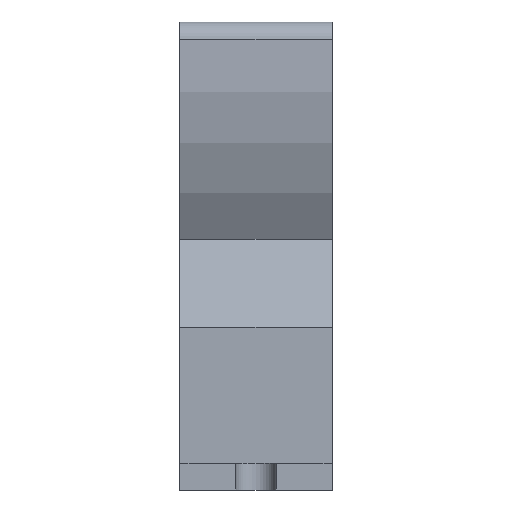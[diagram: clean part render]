
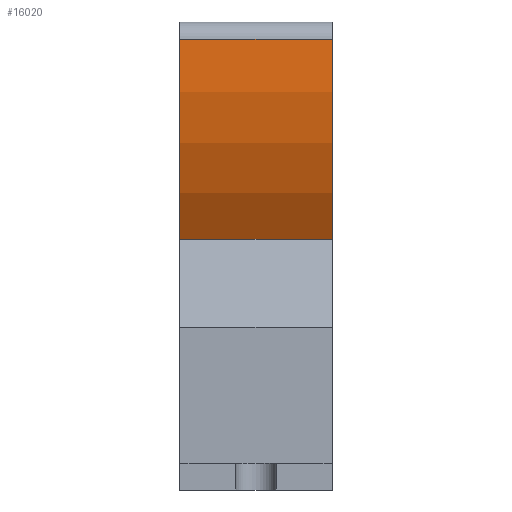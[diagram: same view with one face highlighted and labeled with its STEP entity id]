
A CAD part, front view. The second image highlights one B-rep face of the part: STEP entity #16020.
In plain terms, the highlighted cylindrical face has radius 40 mm (diameter 80 mm), a partial arc.
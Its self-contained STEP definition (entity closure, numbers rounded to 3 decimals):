
#4220=CARTESIAN_POINT('',(-39.777,4.222,0.1));
#4230=VERTEX_POINT('',#4220);
#4260=CARTESIAN_POINT('',(0.,0.,0.1));
#4270=DIRECTION('',(0.,0.,-1.));
#4280=DIRECTION('',(-1.,0.,0.));
#4290=AXIS2_PLACEMENT_3D('',#4260,#4270,#4280);
#4300=CIRCLE('',#4290,40.);
#4310=CARTESIAN_POINT('',(-33.361,-22.07,0.1));
#4320=VERTEX_POINT('',#4310);
#4330=EDGE_CURVE('',#4320,#4230,#4300,.T.);
#10230=CARTESIAN_POINT('',(-33.361,-22.07,20.1));
#10240=VERTEX_POINT('',#10230);
#10270=CARTESIAN_POINT('',(0.,0.,20.1));
#10280=DIRECTION('',(0.,0.,1.));
#10290=DIRECTION('',(-1.,0.,0.));
#10300=AXIS2_PLACEMENT_3D('',#10270,#10280,#10290);
#10310=CIRCLE('',#10300,40.);
#10320=CARTESIAN_POINT('',(-39.777,4.222,20.1));
#10330=VERTEX_POINT('',#10320);
#10340=EDGE_CURVE('',#10330,#10240,#10310,.T.);
#10840=CARTESIAN_POINT('',(-33.361,-22.07,20.1));
#10850=DIRECTION('',(0.,0.,-1.));
#10860=VECTOR('',#10850,1.);
#10870=LINE('',#10840,#10860);
#10880=EDGE_CURVE('',#10240,#4320,#10870,.T.);
#15860=CARTESIAN_POINT('',(0.,0.,20.1));
#15870=DIRECTION('',(0.,0.,-1.));
#15880=DIRECTION('',(-1.,0.,0.));
#15890=AXIS2_PLACEMENT_3D('',#15860,#15870,#15880);
#15900=CYLINDRICAL_SURFACE('',#15890,40.);
#15910=ORIENTED_EDGE('',*,*,#4330,.F.);
#15920=CARTESIAN_POINT('',(-39.777,4.222,
0.1));
#15930=DIRECTION('',(0.,0.,1.));
#15940=VECTOR('',#15930,1.);
#15950=LINE('',#15920,#15940);
#15960=EDGE_CURVE('',#4230,#10330,#15950,.T.);
#15970=ORIENTED_EDGE('',*,*,#15960,.F.);
#15980=ORIENTED_EDGE('',*,*,#10340,.F.);
#15990=ORIENTED_EDGE('',*,*,#10880,.F.);
#16000=EDGE_LOOP('',(#15990,#15980,#15970,#15910));
#16010=FACE_OUTER_BOUND('',#16000,.T.);
#16020=ADVANCED_FACE('',(#16010),#15900,.T.);
